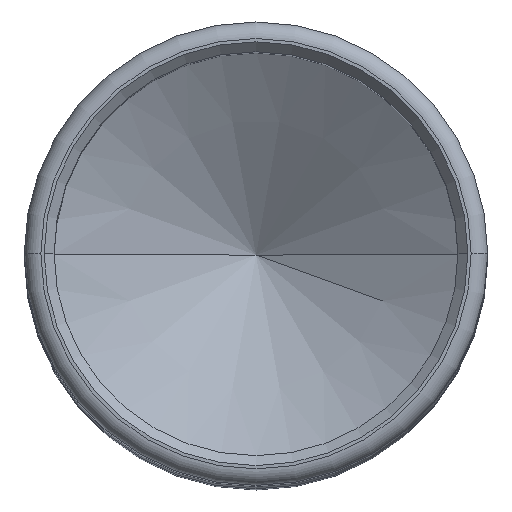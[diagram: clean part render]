
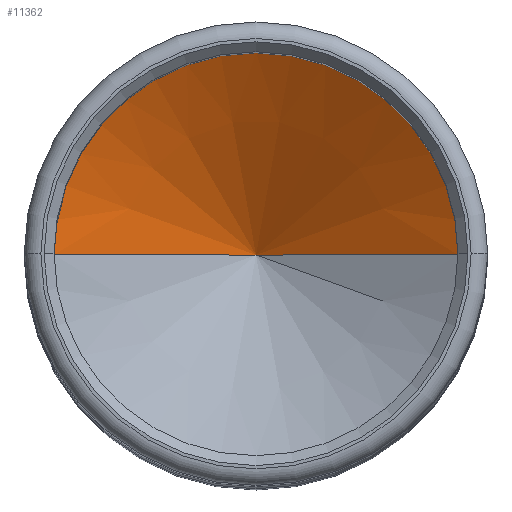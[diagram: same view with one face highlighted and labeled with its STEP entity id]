
A CAD part, top view. The second image highlights one B-rep face of the part: STEP entity #11362.
In plain terms, the highlighted conical face has half-angle 59 degrees and reference radius 6.1 mm.
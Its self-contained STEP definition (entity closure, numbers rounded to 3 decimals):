
#41 = DIRECTION ( 'NONE',  ( 1., 0., 0. ) ) ;
#420 = EDGE_CURVE ( 'NONE', #4790, #6343, #1753, .T. ) ;
#1093 = CARTESIAN_POINT ( 'NONE',  ( 0., 0., 20.494 ) ) ;
#1257 = CARTESIAN_POINT ( 'NONE',  ( 6.1, 0., 20.494 ) ) ;
#1263 = EDGE_LOOP ( 'NONE', ( #7390, #7316, #1671 ) ) ;
#1380 = AXIS2_PLACEMENT_3D ( 'NONE', #7006, #9687, #41 ) ;
#1501 = CONICAL_SURFACE ( 'NONE', #1380, 6.1, 1.03 ) ;
#1590 = VECTOR ( 'NONE', #3834, 1000. ) ;
#1671 = ORIENTED_EDGE ( 'NONE', *, *, #420, .F. ) ;
#1753 = CIRCLE ( 'NONE', #3950, 6.1 ) ;
#2047 = FACE_OUTER_BOUND ( 'NONE', #1263, .T. ) ;
#2376 = CARTESIAN_POINT ( 'NONE',  ( -6.1, 0., 20.494 ) ) ;
#2516 = EDGE_CURVE ( 'NONE', #9147, #6343, #6795, .T. ) ;
#3834 = DIRECTION ( 'NONE',  ( 0.857, 0., 0.515 ) ) ;
#3900 = VECTOR ( 'NONE', #10351, 1000. ) ;
#3950 = AXIS2_PLACEMENT_3D ( 'NONE', #1093, #10778, #8955 ) ;
#4790 = VERTEX_POINT ( 'NONE', #2376 ) ;
#5204 = CARTESIAN_POINT ( 'NONE',  ( 0., 0., 16.828 ) ) ;
#6343 = VERTEX_POINT ( 'NONE', #10682 ) ;
#6393 = EDGE_CURVE ( 'NONE', #9147, #4790, #8826, .T. ) ;
#6795 = LINE ( 'NONE', #1257, #1590 ) ;
#6891 = CARTESIAN_POINT ( 'NONE',  ( -6.1, 0., 20.494 ) ) ;
#7006 = CARTESIAN_POINT ( 'NONE',  ( 0., 0., 20.494 ) ) ;
#7316 = ORIENTED_EDGE ( 'NONE', *, *, #2516, .T. ) ;
#7390 = ORIENTED_EDGE ( 'NONE', *, *, #6393, .F. ) ;
#8826 = LINE ( 'NONE', #6891, #3900 ) ;
#8955 = DIRECTION ( 'NONE',  ( -1., 0., 0. ) ) ;
#9147 = VERTEX_POINT ( 'NONE', #5204 ) ;
#9687 = DIRECTION ( 'NONE',  ( 0., 0., 1. ) ) ;
#10351 = DIRECTION ( 'NONE',  ( -0.857, 0., 0.515 ) ) ;
#10682 = CARTESIAN_POINT ( 'NONE',  ( 6.1, 0., 20.494 ) ) ;
#10778 = DIRECTION ( 'NONE',  ( 0., 0., -1. ) ) ;
#11362 = ADVANCED_FACE ( 'NONE', ( #2047 ), #1501, .F. ) ;
